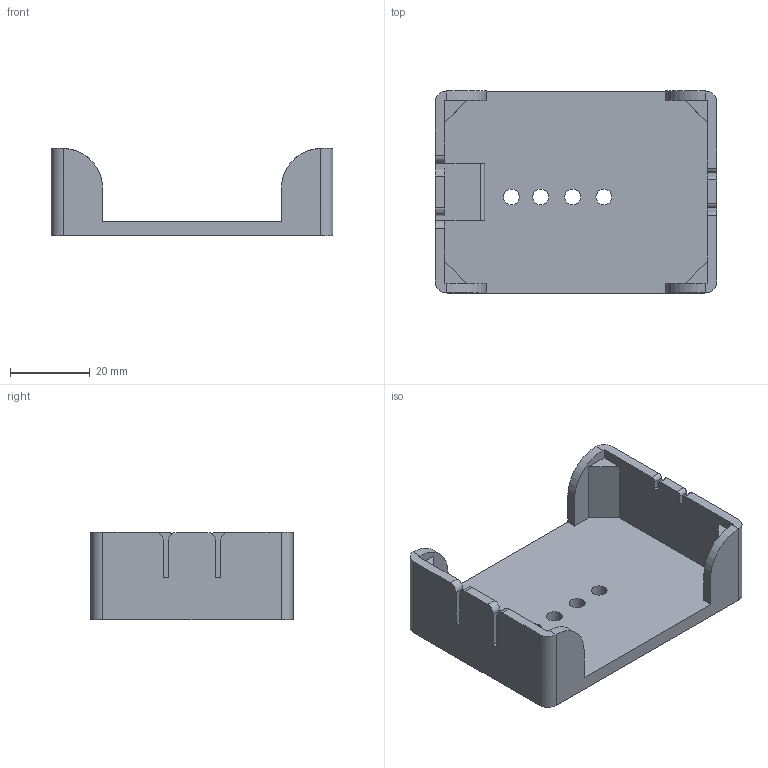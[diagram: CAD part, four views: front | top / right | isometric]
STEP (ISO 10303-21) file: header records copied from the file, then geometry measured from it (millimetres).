
FILE_DESCRIPTION(('HOOPS Exchange Step'),'2;1');
FILE_NAME('temp_export','2023-11-04T19:35:51+00:00',('mobile'),('Shapr3D Limited'),'HOOPS Exchange 2023.2','Shapr3D','Authorized');
FILE_SCHEMA( ('AUTOMOTIVE_DESIGN { 1 0 10303 214 1 1 1 1 }') );
Length unit declared in the file: millimetre
Products named in the file (2): m12 battery socket plate.step; root
Assembly tree (1 placements, depth 2):
  root
    m12 battery socket plate.step
Bounding box: 70.8 x 50.8 x 21.9 mm (x, y, z)
Volume: 20550 mm3; surface area: 13214.5 mm2
Topology: 1 solids, 1 shells, 67 faces, 193 edges, 128 vertices
Faces by surface type: plane 46, cylinder 21
Full cylindrical faces by diameter (mm): 4 x4
Entity records: 2256 total; most frequent: CARTESIAN_POINT 402, ORIENTED_EDGE 386, DIRECTION 369, EDGE_CURVE 193, VECTOR 147, LINE 147, VERTEX_POINT 128, AXIS2_PLACEMENT_3D 111
